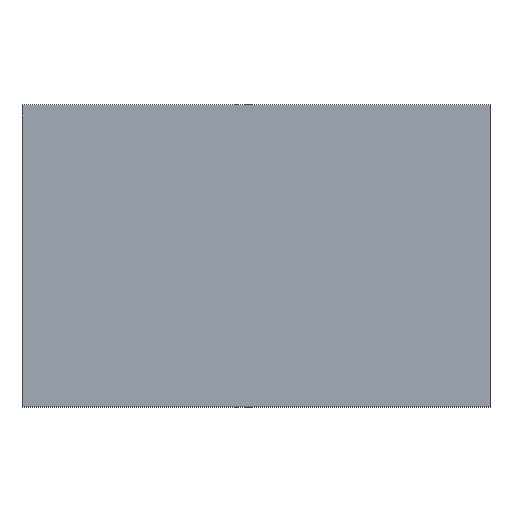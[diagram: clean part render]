
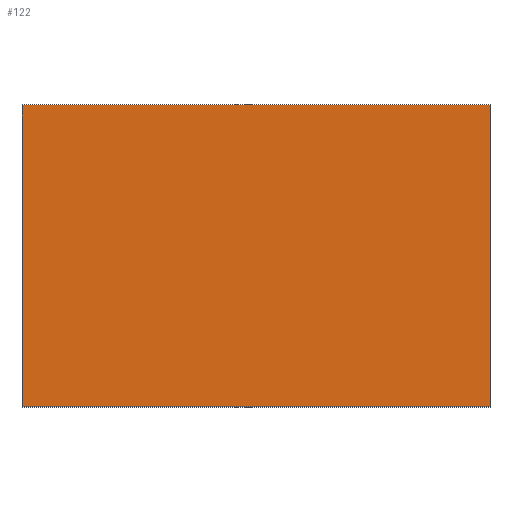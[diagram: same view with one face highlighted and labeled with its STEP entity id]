
A CAD part, top view. The second image highlights one B-rep face of the part: STEP entity #122.
In plain terms, the highlighted planar face has unit normal (0, 0, 1).
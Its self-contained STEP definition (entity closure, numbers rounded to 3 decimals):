
#36=FACE_OUTER_BOUND('',#42,.T.);
#42=EDGE_LOOP('',(#107,#108,#109,#110));
#44=LINE('',#214,#56);
#50=LINE('',#226,#62);
#52=LINE('',#229,#64);
#54=LINE('',#232,#66);
#56=VECTOR('',#175,10.);
#62=VECTOR('',#183,10.);
#64=VECTOR('',#187,10.);
#66=VECTOR('',#191,10.);
#68=VERTEX_POINT('',#211);
#69=VERTEX_POINT('',#213);
#72=VERTEX_POINT('',#220);
#74=VERTEX_POINT('',#224);
#76=EDGE_CURVE('',#68,#69,#44,.T.);
#82=EDGE_CURVE('',#72,#74,#50,.T.);
#84=EDGE_CURVE('',#68,#72,#52,.T.);
#86=EDGE_CURVE('',#69,#74,#54,.T.);
#107=ORIENTED_EDGE('',*,*,#76,.F.);
#108=ORIENTED_EDGE('',*,*,#84,.T.);
#109=ORIENTED_EDGE('',*,*,#82,.T.);
#110=ORIENTED_EDGE('',*,*,#86,.F.);
#116=PLANE('',#157);
#122=ADVANCED_FACE('',(#36),#116,.T.);
#157=AXIS2_PLACEMENT_3D('',#234,#194,#195);
#175=DIRECTION('',(0.,1.,0.));
#183=DIRECTION('',(0.,1.,0.));
#187=DIRECTION('',(1.,0.,0.));
#191=DIRECTION('',(1.,0.,0.));
#194=DIRECTION('center_axis',(0.,0.,1.));
#195=DIRECTION('ref_axis',(1.,0.,0.));
#211=CARTESIAN_POINT('',(-2.325,-1.5,0.762));
#213=CARTESIAN_POINT('',(-2.325,1.5,0.762));
#214=CARTESIAN_POINT('',(-2.325,-1.5,0.762));
#220=CARTESIAN_POINT('',(2.325,-1.5,0.762));
#224=CARTESIAN_POINT('',(2.325,1.5,0.762));
#226=CARTESIAN_POINT('',(2.325,-1.5,0.762));
#229=CARTESIAN_POINT('',(-2.325,-1.5,0.762));
#232=CARTESIAN_POINT('',(-2.325,1.5,0.762));
#234=CARTESIAN_POINT('Origin',(0.,-1.5,0.762));
